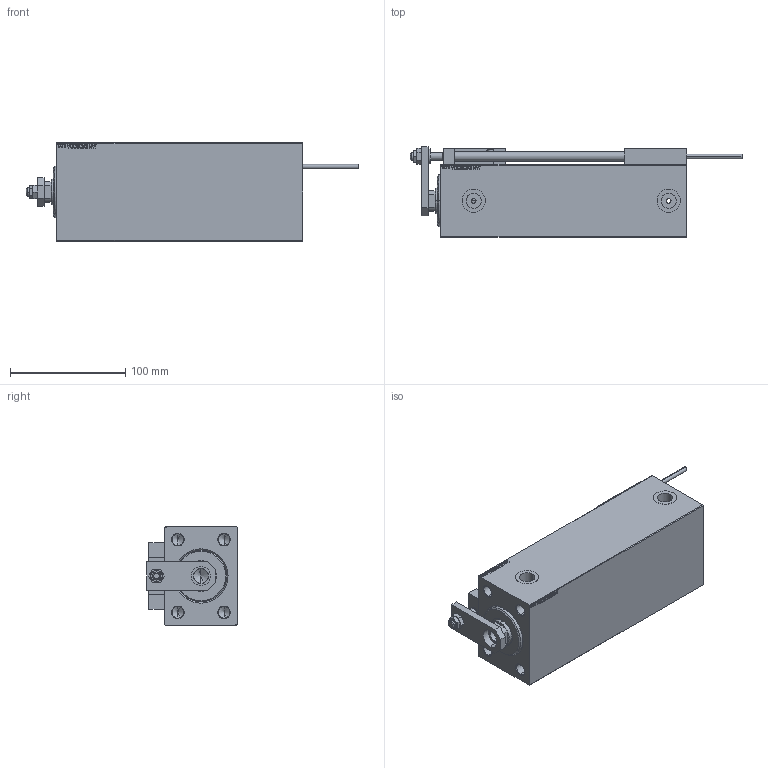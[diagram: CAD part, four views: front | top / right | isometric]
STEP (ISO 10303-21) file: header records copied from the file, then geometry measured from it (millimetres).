
FILE_DESCRIPTION (( 'STEP AP203' ), '1' );
FILE_NAME ('f3a0.STEP', '2022-04-17T09:29:29', ( '' ), ( '' ), 'SwSTEP 2.0', 'SolidWorks 2019', '' );
FILE_SCHEMA (( 'CONFIG_CONTROL_DESIGN' ));
Length unit declared in the file: millimetre
Products named in the file (16): V450CM_B_VCP c1e9057d4daef7f0358e6ce5ef05684c; NUT_D10 c1e9057d4daef7f0358e6ce5ef05684c; ALLEN BOLT D5 c1e9057d4daef7f0358e6ce5ef05684c; ALLEN BOLT D8 c1e9057d4daef7f0358e6ce5ef05684c; MAGNET c1e9057d4daef7f0358e6ce5ef05684c; SWITCH DIM B,W c1e9057d4daef7f0358e6ce5ef05684c; ZARAZKA c1e9057d4daef7f0358e6ce5ef05684c; V450CM_VC_B c1e9057d4daef7f0358e6ce5ef05684c; NUT_D12 c1e9057d4daef7f0358e6ce5ef05684c; SWITCH_X_FRONT_BACK c1e9057d4daef7f0358e6ce5ef05684c; KONCOVKA c1e9057d4daef7f0358e6ce5ef05684c; f3a0; SWITCH X c1e9057d4daef7f0358e6ce5ef05684c; Block c1e9057d4daef7f0358e6ce5ef05684c; TYC_L79 c1e9057d4daef7f0358e6ce5ef05684c; V450CM_B_Body c1e9057d4daef7f0358e6ce5ef05684c
Assembly tree (25 placements, depth 3):
  f3a0
    V450CM_B_Body c1e9057d4daef7f0358e6ce5ef05684c
    V450CM_B_VCP c1e9057d4daef7f0358e6ce5ef05684c
    SWITCH X c1e9057d4daef7f0358e6ce5ef05684c
      SWITCH_X_FRONT_BACK c1e9057d4daef7f0358e6ce5ef05684c  x2
      TYC_L79 c1e9057d4daef7f0358e6ce5ef05684c
      Block c1e9057d4daef7f0358e6ce5ef05684c  x2
      ALLEN BOLT D5 c1e9057d4daef7f0358e6ce5ef05684c  x4
      ALLEN BOLT D8 c1e9057d4daef7f0358e6ce5ef05684c  x4
      MAGNET c1e9057d4daef7f0358e6ce5ef05684c  x2
      KONCOVKA c1e9057d4daef7f0358e6ce5ef05684c  x2
    NUT_D10 c1e9057d4daef7f0358e6ce5ef05684c
    NUT_D12 c1e9057d4daef7f0358e6ce5ef05684c
    SWITCH DIM B,W c1e9057d4daef7f0358e6ce5ef05684c
    ZARAZKA c1e9057d4daef7f0358e6ce5ef05684c
    V450CM_VC_B c1e9057d4daef7f0358e6ce5ef05684c
Bounding box: 287.7 x 78.5 x 85 mm (x, y, z)
Volume: 1169937.6 mm3; surface area: 132353.4 mm2
Topology: 24 solids, 24 shells, 1332 faces, 3184 edges, 2018 vertices
Faces by surface type: plane 565, bspline 380, cylinder 194, cone 145, torus 44, sphere 4
Entity records: 51707 total; most frequent: CARTESIAN_POINT 26312, ORIENTED_EDGE 5356, DIRECTION 3683, EDGE_CURVE 2678, VERTEX_POINT 1742, LINE 1537, VECTOR 1537, EDGE_LOOP 1244
